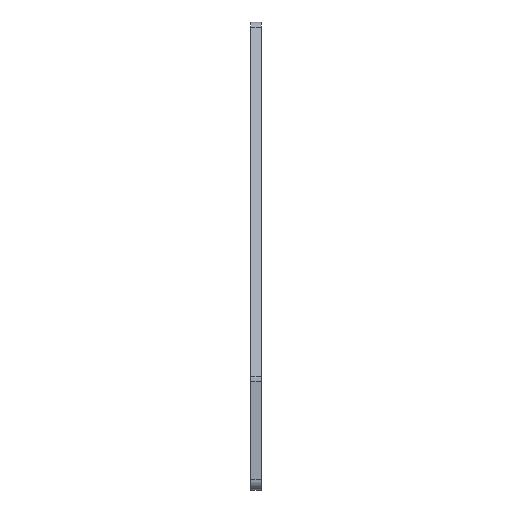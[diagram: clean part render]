
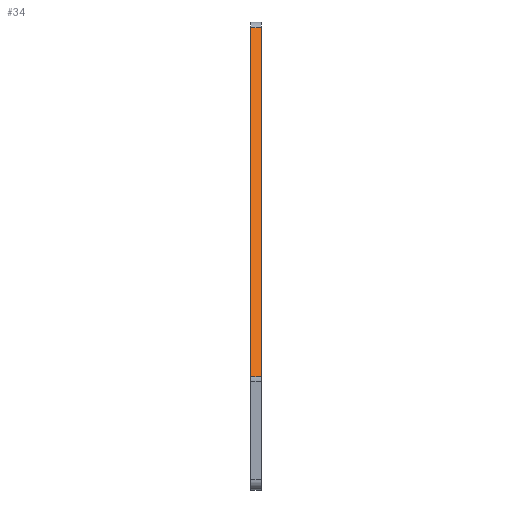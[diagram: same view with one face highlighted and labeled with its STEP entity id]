
A CAD part, left-side view. The second image highlights one B-rep face of the part: STEP entity #34.
In plain terms, the highlighted planar face has unit normal (-0.894, 0, 0.447).
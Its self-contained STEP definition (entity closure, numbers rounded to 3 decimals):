
#34 = ADVANCED_FACE ( 'NONE', ( #421 ), #969, .T. ) ;
#55 = DIRECTION ( 'NONE',  ( -0.894, 0., 0.447 ) ) ;
#167 = DIRECTION ( 'NONE',  ( -0.447, 0., -0.894 ) ) ;
#189 = EDGE_CURVE ( 'NONE', #981, #961, #569, .T. ) ;
#193 = DIRECTION ( 'NONE',  ( -0.447, 0., -0.894 ) ) ;
#195 = CARTESIAN_POINT ( 'NONE',  ( -14.455, 0., 101.618 ) ) ;
#210 = EDGE_LOOP ( 'NONE', ( #735, #511, #655, #865 ) ) ;
#237 = VECTOR ( 'NONE', #167, 1000. ) ;
#256 = VECTOR ( 'NONE', #972, 1000. ) ;
#305 = CARTESIAN_POINT ( 'NONE',  ( -57.736, 0., 15.056 ) ) ;
#330 = CARTESIAN_POINT ( 'NONE',  ( -13.764, 0., 103. ) ) ;
#361 = CARTESIAN_POINT ( 'NONE',  ( -57.736, 2.5, 15.056 ) ) ;
#421 = FACE_OUTER_BOUND ( 'NONE', #210, .T. ) ;
#456 = CARTESIAN_POINT ( 'NONE',  ( -57.736, 0., 15.056 ) ) ;
#477 = EDGE_CURVE ( 'NONE', #961, #888, #633, .T. ) ;
#486 = DIRECTION ( 'NONE',  ( 0., -1., 0. ) ) ;
#511 = ORIENTED_EDGE ( 'NONE', *, *, #585, .F. ) ;
#569 = LINE ( 'NONE', #870, #944 ) ;
#583 = VERTEX_POINT ( 'NONE', #361 ) ;
#585 = EDGE_CURVE ( 'NONE', #888, #583, #910, .T. ) ;
#588 = CARTESIAN_POINT ( 'NONE',  ( -14.455, 2.5, 101.618 ) ) ;
#633 = LINE ( 'NONE', #330, #237 ) ;
#655 = ORIENTED_EDGE ( 'NONE', *, *, #477, .F. ) ;
#670 = CARTESIAN_POINT ( 'NONE',  ( -13.764, 2.5, 103. ) ) ;
#677 = EDGE_CURVE ( 'NONE', #981, #583, #996, .T. ) ;
#735 = ORIENTED_EDGE ( 'NONE', *, *, #677, .T. ) ;
#759 = DIRECTION ( 'NONE',  ( 0., 1., 0. ) ) ;
#810 = CARTESIAN_POINT ( 'NONE',  ( -13.764, 0., 103. ) ) ;
#812 = AXIS2_PLACEMENT_3D ( 'NONE', #810, #55, #193 ) ;
#865 = ORIENTED_EDGE ( 'NONE', *, *, #189, .F. ) ;
#866 = VECTOR ( 'NONE', #759, 1000. ) ;
#870 = CARTESIAN_POINT ( 'NONE',  ( -14.455, 0., 101.618 ) ) ;
#888 = VERTEX_POINT ( 'NONE', #456 ) ;
#910 = LINE ( 'NONE', #305, #866 ) ;
#944 = VECTOR ( 'NONE', #486, 1000. ) ;
#961 = VERTEX_POINT ( 'NONE', #195 ) ;
#969 = PLANE ( 'NONE',  #812 ) ;
#972 = DIRECTION ( 'NONE',  ( -0.447, 0., -0.894 ) ) ;
#981 = VERTEX_POINT ( 'NONE', #588 ) ;
#996 = LINE ( 'NONE', #670, #256 ) ;
